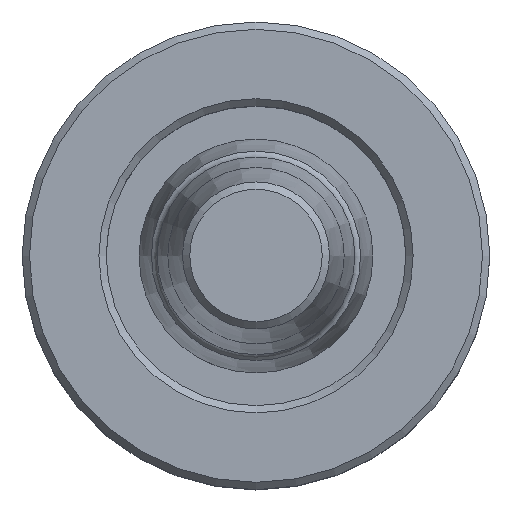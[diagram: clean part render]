
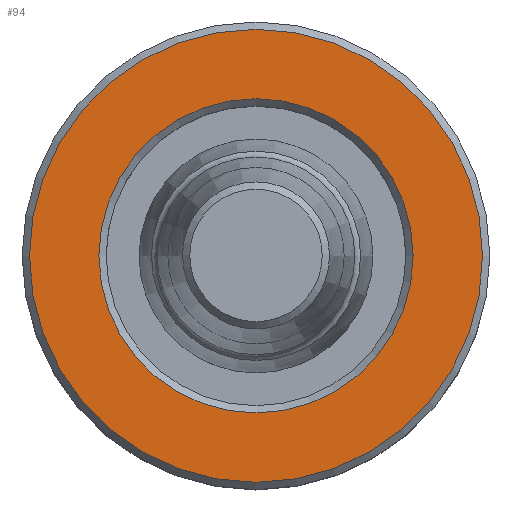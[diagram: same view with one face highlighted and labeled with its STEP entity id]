
A CAD part, top view. The second image highlights one B-rep face of the part: STEP entity #94.
In plain terms, the highlighted planar face has unit normal (0, 0, 1).
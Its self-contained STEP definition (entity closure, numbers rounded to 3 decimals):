
#67=FACE_BOUND('',#131,.T.);
#68=FACE_BOUND('',#132,.T.);
#94=ADVANCED_FACE('',(#67,#68),#105,.T.);
#105=PLANE('',#287);
#131=EDGE_LOOP('',(#169));
#132=EDGE_LOOP('',(#170));
#169=ORIENTED_EDGE('',*,*,#216,.T.);
#170=ORIENTED_EDGE('',*,*,#215,.F.);
#196=VERTEX_POINT('',#424);
#197=VERTEX_POINT('',#427);
#215=EDGE_CURVE('',#196,#196,#234,.T.);
#216=EDGE_CURVE('',#197,#197,#235,.T.);
#234=CIRCLE('',#284,10.75);
#235=CIRCLE('',#286,15.5);
#284=AXIS2_PLACEMENT_3D('',#423,#351,#352);
#286=AXIS2_PLACEMENT_3D('',#426,#355,#356);
#287=AXIS2_PLACEMENT_3D('',#428,#357,#358);
#351=DIRECTION('',(0.,0.,1.));
#352=DIRECTION('',(1.,0.,0.));
#355=DIRECTION('',(0.,0.,1.));
#356=DIRECTION('',(1.,0.,0.));
#357=DIRECTION('',(0.,0.,1.));
#358=DIRECTION('',(1.,0.,0.));
#423=CARTESIAN_POINT('',(0.,0.,7.469));
#424=CARTESIAN_POINT('',(10.75,0.,7.469));
#426=CARTESIAN_POINT('',(0.,0.,7.469));
#427=CARTESIAN_POINT('',(15.5,0.,7.469));
#428=CARTESIAN_POINT('',(-10.709,0.937,7.469));
